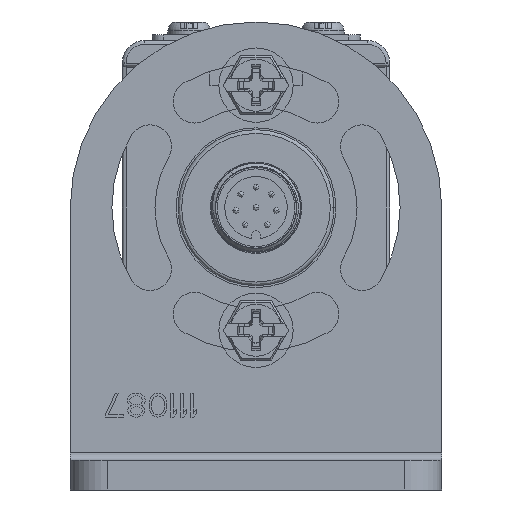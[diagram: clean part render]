
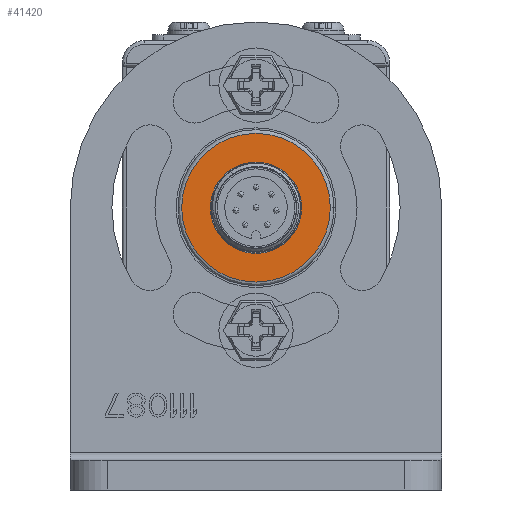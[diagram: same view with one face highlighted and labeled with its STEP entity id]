
A CAD part, front view. The second image highlights one B-rep face of the part: STEP entity #41420.
In plain terms, the highlighted planar face has unit normal (0, -1, 0).
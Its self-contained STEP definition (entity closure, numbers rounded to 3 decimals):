
#2984=CARTESIAN_POINT('',(0.,-663.,22.5));
#2985=DIRECTION('',(0.,-1.,0.));
#2986=DIRECTION('',(1.,0.,0.));
#2987=AXIS2_PLACEMENT_3D('',#2984,#2985,#2986);
#2999=CARTESIAN_POINT('',(0.,-663.,22.5));
#3000=DIRECTION('',(0.,-1.,0.));
#3001=DIRECTION('',(1.,0.,0.));
#3002=AXIS2_PLACEMENT_3D('',#2999,#3000,#3001);
#3004=CARTESIAN_POINT('',(0.,-663.,22.5));
#3005=DIRECTION('',(0.,-1.,0.));
#3006=DIRECTION('',(-1.,0.,0.));
#3007=AXIS2_PLACEMENT_3D('',#3004,#3005,#3006);
#3009=CARTESIAN_POINT('',(0.,-663.,22.5));
#3010=DIRECTION('',(0.,-1.,0.));
#3011=DIRECTION('',(-1.,0.,0.));
#3012=AXIS2_PLACEMENT_3D('',#3009,#3010,#3011);
#34564=CARTESIAN_POINT('',(6.15,-663.,22.5));
#34565=CARTESIAN_POINT('',(-6.15,-663.,22.5));
#34566=VERTEX_POINT('',#34564);
#34567=VERTEX_POINT('',#34565);
#34728=CARTESIAN_POINT('',(10.,-663.,22.5));
#34729=CARTESIAN_POINT('',(-10.,-663.,22.5));
#34730=VERTEX_POINT('',#34728);
#34731=VERTEX_POINT('',#34729);
#41404=CARTESIAN_POINT('',(0.,-663.,0.));
#41405=DIRECTION('',(0.,-1.,0.));
#41406=DIRECTION('',(1.,0.,0.));
#41407=AXIS2_PLACEMENT_3D('',#41404,#41405,#41406);
#41408=PLANE('',#41407);
#41409=ORIENTED_EDGE('',*,*,#41394,.F.);
#41411=ORIENTED_EDGE('',*,*,#41410,.F.);
#41412=EDGE_LOOP('',(#41409,#41411));
#41413=FACE_OUTER_BOUND('',#41412,.F.);
#41415=ORIENTED_EDGE('',*,*,#41414,.T.);
#41417=ORIENTED_EDGE('',*,*,#41416,.T.);
#41418=EDGE_LOOP('',(#41415,#41417));
#41419=FACE_BOUND('',#41418,.F.);
#41420=ADVANCED_FACE('',(#41413,#41419),#41408,.T.);
#2988=CIRCLE('',#2987,10.);
#3003=CIRCLE('',#3002,6.15);
#3008=CIRCLE('',#3007,6.15);
#3013=CIRCLE('',#3012,10.);
#41394=EDGE_CURVE('',#34730,#34731,#2988,.T.);
#41410=EDGE_CURVE('',#34731,#34730,#3013,.T.);
#41414=EDGE_CURVE('',#34566,#34567,#3003,.T.);
#41416=EDGE_CURVE('',#34567,#34566,#3008,.T.);
